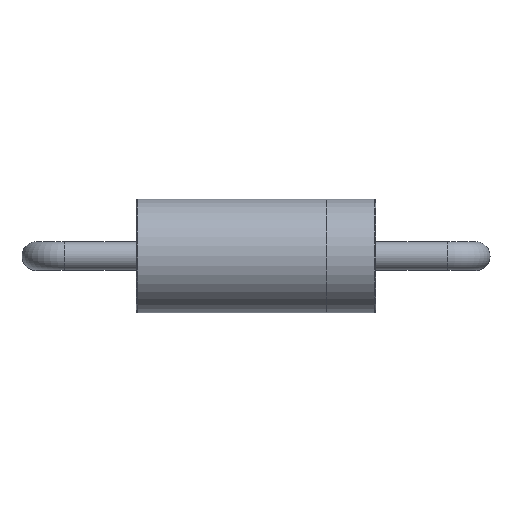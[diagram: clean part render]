
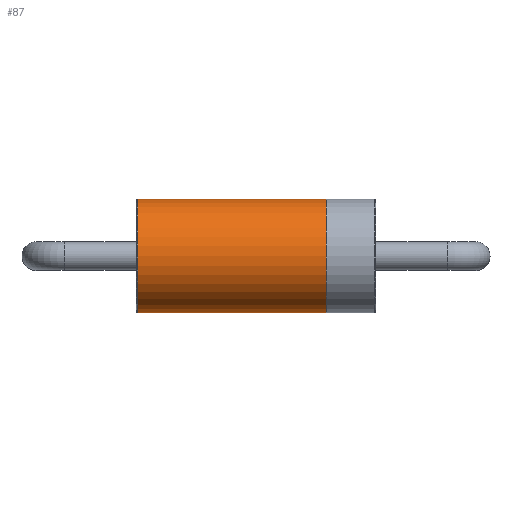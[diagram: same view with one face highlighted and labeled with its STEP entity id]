
A CAD part, top view. The second image highlights one B-rep face of the part: STEP entity #87.
In plain terms, the highlighted cylindrical face has radius 1.8 mm (diameter 3.6 mm), a full revolution.
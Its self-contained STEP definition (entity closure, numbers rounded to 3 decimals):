
#87=ADVANCED_FACE('',(#303,#305),#307,.T.);
#303=FACE_OUTER_BOUND('',#304,.T.);
#304=EDGE_LOOP('',(#500));
#305=FACE_OUTER_BOUND('',#306,.T.);
#306=EDGE_LOOP('',(#501));
#307=CYLINDRICAL_SURFACE('',#308,1.8);
#308=AXIS2_PLACEMENT_3D('',#309,#310,#311);
#309=CARTESIAN_POINT('',(3.235,0.,6.2));
#310=DIRECTION('',(1.,-0.,-0.));
#311=DIRECTION('',(0.,0.,-1.));
#500=ORIENTED_EDGE('',*,*,#541,.F.);
#501=ORIENTED_EDGE('',*,*,#542,.T.);
#541=EDGE_CURVE('',#563,#563,#564,.T.);
#542=EDGE_CURVE('',#565,#565,#566,.T.);
#563=VERTEX_POINT('',#608);
#564=CIRCLE('',#609,1.8);
#565=VERTEX_POINT('',#613);
#566=CIRCLE('',#614,1.8);
#608=CARTESIAN_POINT('',(9.215,0.,4.4));
#609=AXIS2_PLACEMENT_3D('',#610,#611,#612);
#610=CARTESIAN_POINT('',(9.215,0.,6.2));
#611=DIRECTION('',(1.,-0.,0.));
#612=DIRECTION('',(0.,0.,-1.));
#613=CARTESIAN_POINT('',(3.235,0.,4.4));
#614=AXIS2_PLACEMENT_3D('',#615,#616,#617);
#615=CARTESIAN_POINT('',(3.235,0.,6.2));
#616=DIRECTION('',(1.,-0.,0.));
#617=DIRECTION('',(0.,0.,-1.));
